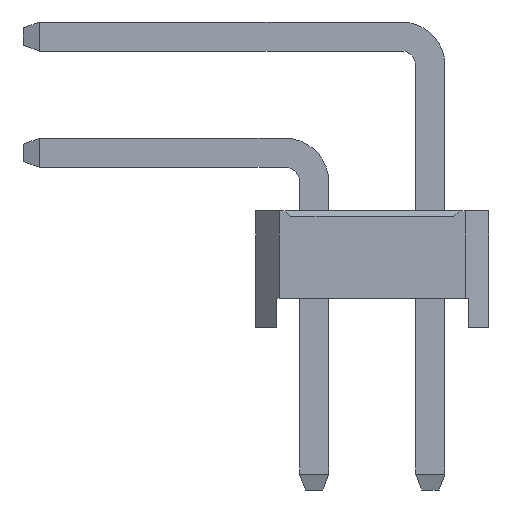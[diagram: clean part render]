
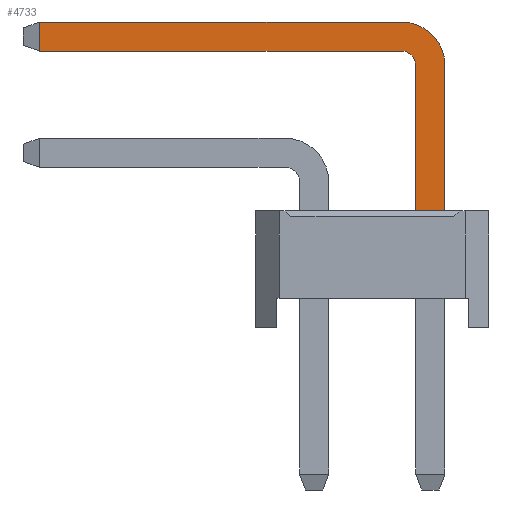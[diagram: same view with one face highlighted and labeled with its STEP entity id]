
A CAD part, left-side view. The second image highlights one B-rep face of the part: STEP entity #4733.
In plain terms, the highlighted planar face has unit normal (-1, 0, 0).
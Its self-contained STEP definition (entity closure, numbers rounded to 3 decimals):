
#4733=ADVANCED_FACE('',(#20769),#20771,.T.);
#20769=FACE_BOUND('',#20770,.T.);
#20770=EDGE_LOOP('',(#33755,#33756,#33757,#33758,#33759,#33760,#33761,#33762));
#20771=PLANE('',#20772);
#20772=AXIS2_PLACEMENT_3D('',#20773,#20774,#20775);
#20773=CARTESIAN_POINT('',(-0.25,-1.75,-2.8));
#20774=DIRECTION('',(-1.,0.,0.));
#20775=DIRECTION('',(0.,-1.,0.));
#33755=ORIENTED_EDGE('',*,*,#41750,.F.);
#33756=ORIENTED_EDGE('',*,*,#41751,.F.);
#33757=ORIENTED_EDGE('',*,*,#41752,.F.);
#33758=ORIENTED_EDGE('',*,*,#41753,.F.);
#33759=ORIENTED_EDGE('',*,*,#39741,.T.);
#33760=ORIENTED_EDGE('',*,*,#41749,.T.);
#33761=ORIENTED_EDGE('',*,*,#41754,.T.);
#33762=ORIENTED_EDGE('',*,*,#41755,.T.);
#39741=EDGE_CURVE('',#44729,#44727,#44730,.T.);
#41749=EDGE_CURVE('',#44727,#48177,#48179,.T.);
#41750=EDGE_CURVE('',#48180,#48181,#48182,.T.);
#41751=EDGE_CURVE('',#48183,#48180,#48184,.T.);
#41752=EDGE_CURVE('',#48185,#48183,#48186,.T.);
#41753=EDGE_CURVE('',#44729,#48185,#48187,.T.);
#41754=EDGE_CURVE('',#48177,#48188,#48189,.T.);
#41755=EDGE_CURVE('',#48188,#48181,#48190,.T.);
#44727=VERTEX_POINT('',#52998);
#44729=VERTEX_POINT('',#53002);
#44730=LINE('',#53003,#53004);
#48177=VERTEX_POINT('',#60594);
#48179=LINE('',#60598,#60599);
#48180=VERTEX_POINT('',#60601);
#48181=VERTEX_POINT('',#60602);
#48182=LINE('',#60603,#60604);
#48183=VERTEX_POINT('',#60606);
#48184=LINE('',#60607,#60608);
#48185=VERTEX_POINT('',#60610);
#48186=CIRCLE('',#60611,0.25);
#48187=LINE('',#60615,#60616);
#48188=VERTEX_POINT('',#60618);
#48189=CIRCLE('',#60619,0.75);
#48190=LINE('',#60623,#60624);
#52998=CARTESIAN_POINT('',(-0.25,-2.25,2.));
#53002=CARTESIAN_POINT('',(-0.25,-1.75,2.));
#53003=CARTESIAN_POINT('',(-0.25,-1.75,2.));
#53004=VECTOR('',#53005,1.);
#53005=DIRECTION('',(0.,-1.,0.));
#60594=CARTESIAN_POINT('',(-0.25,-2.25,4.5));
#60598=CARTESIAN_POINT('',(-0.25,-2.25,2.));
#60599=VECTOR('',#60600,1.);
#60600=DIRECTION('',(0.,0.,1.));
#60601=CARTESIAN_POINT('',(-0.25,4.725,4.75));
#60602=CARTESIAN_POINT('',(-0.25,4.725,5.25));
#60603=CARTESIAN_POINT('',(-0.25,4.725,4.75));
#60604=VECTOR('',#60605,1.);
#60605=DIRECTION('',(0.,0.,1.));
#60606=CARTESIAN_POINT('',(-0.25,-1.5,4.75));
#60607=CARTESIAN_POINT('',(-0.25,-1.5,4.75));
#60608=VECTOR('',#60609,1.);
#60609=DIRECTION('',(0.,1.,0.));
#60610=CARTESIAN_POINT('',(-0.25,-1.75,4.5));
#60611=AXIS2_PLACEMENT_3D('',#60612,#60613,#60614);
#60612=CARTESIAN_POINT('',(-0.25,-1.5,4.5));
#60613=DIRECTION('',(-1.,-0.,0.));
#60614=DIRECTION('',(0.,-1.,0.));
#60615=CARTESIAN_POINT('',(-0.25,-1.75,2.));
#60616=VECTOR('',#60617,1.);
#60617=DIRECTION('',(0.,0.,1.));
#60618=CARTESIAN_POINT('',(-0.25,-1.5,5.25));
#60619=AXIS2_PLACEMENT_3D('',#60620,#60621,#60622);
#60620=CARTESIAN_POINT('',(-0.25,-1.5,4.5));
#60621=DIRECTION('',(-1.,-0.,0.));
#60622=DIRECTION('',(0.,-1.,0.));
#60623=CARTESIAN_POINT('',(-0.25,-1.5,5.25));
#60624=VECTOR('',#60625,1.);
#60625=DIRECTION('',(0.,1.,0.));
